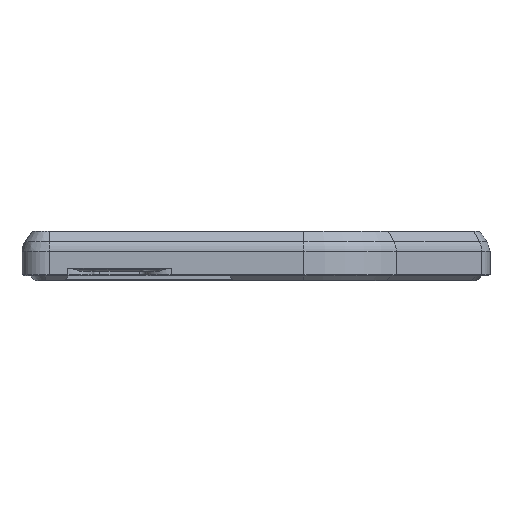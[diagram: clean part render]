
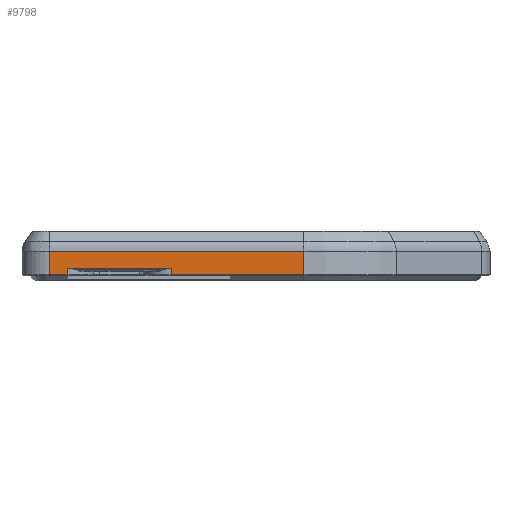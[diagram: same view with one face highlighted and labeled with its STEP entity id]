
A CAD part, left-side view. The second image highlights one B-rep face of the part: STEP entity #9798.
In plain terms, the highlighted planar face has unit normal (-1, 0, 0).
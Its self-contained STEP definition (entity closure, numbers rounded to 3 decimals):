
#290=PLANE('',#10738);
#730=FACE_OUTER_BOUND('',#1286,.T.);
#1286=EDGE_LOOP('',(#8386,#8387,#8388,#8389,#8390,#8391,#8392,#8393));
#2086=LINE('',#15887,#3082);
#2268=LINE('',#16394,#3264);
#2301=LINE('',#16522,#3297);
#2308=LINE('',#16542,#3304);
#2310=LINE('',#16551,#3306);
#2318=LINE('',#16571,#3314);
#2319=LINE('',#16577,#3315);
#2320=LINE('',#16578,#3316);
#3082=VECTOR('',#12683,10.);
#3264=VECTOR('',#13071,10.);
#3297=VECTOR('',#13204,10.);
#3304=VECTOR('',#13219,10.);
#3306=VECTOR('',#13233,10.);
#3314=VECTOR('',#13249,10.);
#3315=VECTOR('',#13260,10.);
#3316=VECTOR('',#13261,10.);
#4636=VERTEX_POINT('',#15877);
#4639=VERTEX_POINT('',#15884);
#4778=VERTEX_POINT('',#16390);
#4780=VERTEX_POINT('',#16393);
#4809=VERTEX_POINT('',#16518);
#4810=VERTEX_POINT('',#16520);
#4816=VERTEX_POINT('',#16538);
#4817=VERTEX_POINT('',#16550);
#5808=EDGE_CURVE('',#4636,#4639,#2086,.T.);
#6032=EDGE_CURVE('',#4780,#4778,#2268,.T.);
#6089=EDGE_CURVE('',#4810,#4809,#2301,.T.);
#6098=EDGE_CURVE('',#4816,#4636,#2308,.T.);
#6102=EDGE_CURVE('',#4780,#4817,#2310,.T.);
#6112=EDGE_CURVE('',#4817,#4810,#2318,.T.);
#6115=EDGE_CURVE('',#4639,#4778,#2319,.T.);
#6116=EDGE_CURVE('',#4809,#4816,#2320,.T.);
#8386=ORIENTED_EDGE('',*,*,#6112,.F.);
#8387=ORIENTED_EDGE('',*,*,#6102,.F.);
#8388=ORIENTED_EDGE('',*,*,#6032,.T.);
#8389=ORIENTED_EDGE('',*,*,#6115,.F.);
#8390=ORIENTED_EDGE('',*,*,#5808,.F.);
#8391=ORIENTED_EDGE('',*,*,#6098,.F.);
#8392=ORIENTED_EDGE('',*,*,#6116,.F.);
#8393=ORIENTED_EDGE('',*,*,#6089,.F.);
#9798=ADVANCED_FACE('',(#730),#290,.T.);
#10738=AXIS2_PLACEMENT_3D('',#16576,#13258,#13259);
#12683=DIRECTION('',(0.,0.,1.));
#13071=DIRECTION('',(0.,0.,1.));
#13204=DIRECTION('',(0.,1.,0.));
#13219=DIRECTION('',(0.,1.,0.));
#13233=DIRECTION('',(0.,1.,0.));
#13249=DIRECTION('',(0.,0.,1.));
#13258=DIRECTION('center_axis',(-1.,0.,0.));
#13259=DIRECTION('ref_axis',(0.,-1.,0.));
#13260=DIRECTION('',(0.,-1.,0.));
#13261=DIRECTION('',(0.,0.,-1.));
#15877=CARTESIAN_POINT('',(-6.,-3.,6.4));
#15884=CARTESIAN_POINT('',(-6.,-3.,13.139));
#15887=CARTESIAN_POINT('',(-6.,-3.,0.));
#16390=CARTESIAN_POINT('',(-6.,-77.,13.139));
#16393=CARTESIAN_POINT('',(-6.,-77.,6.4));
#16394=CARTESIAN_POINT('',(-6.,-77.,0.));
#16518=CARTESIAN_POINT('',(-6.,-8.373,8.166));
#16520=CARTESIAN_POINT('',(-6.,-38.373,8.166));
#16522=CARTESIAN_POINT('',(-6.,-9.436,8.166));
#16538=CARTESIAN_POINT('',(-6.,-8.373,6.4));
#16542=CARTESIAN_POINT('',(-6.,-33.033,6.4));
#16550=CARTESIAN_POINT('',(-6.,-38.373,6.4));
#16551=CARTESIAN_POINT('',(-6.,-33.033,6.4));
#16571=CARTESIAN_POINT('',(-6.,-38.373,3.883));
#16576=CARTESIAN_POINT('Origin',(-6.,-3.,0.));
#16577=CARTESIAN_POINT('',(-6.,-18.017,13.139));
#16578=CARTESIAN_POINT('',(-6.,-8.373,1.883));
